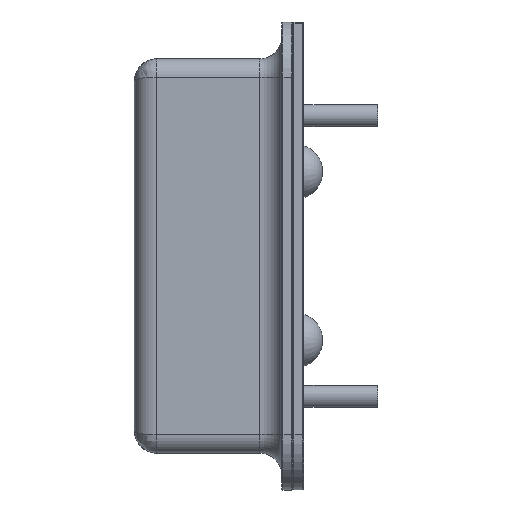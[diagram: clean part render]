
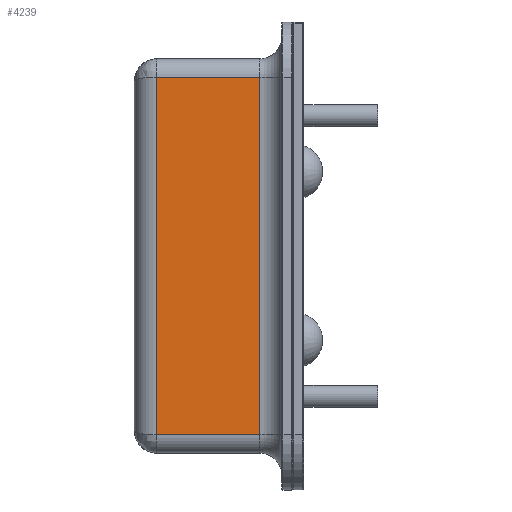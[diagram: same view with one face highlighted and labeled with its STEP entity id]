
A CAD part, left-side view. The second image highlights one B-rep face of the part: STEP entity #4239.
In plain terms, the highlighted planar face has unit normal (-1, 0, 0).
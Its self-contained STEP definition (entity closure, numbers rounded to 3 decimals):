
#198 = CARTESIAN_POINT ( 'NONE',  ( -5.35, 4.6, -4.85 ) ) ;
#325 = VERTEX_POINT ( 'NONE', #7722 ) ;
#389 = VECTOR ( 'NONE', #2209, 1000. ) ;
#649 = VECTOR ( 'NONE', #2019, 1000. ) ;
#824 = EDGE_CURVE ( 'NONE', #5280, #7944, #997, .T. ) ;
#850 = VERTEX_POINT ( 'NONE', #2229 ) ;
#997 = LINE ( 'NONE', #2842, #7037 ) ;
#1383 = FACE_OUTER_BOUND ( 'NONE', #2557, .T. ) ;
#1451 = ORIENTED_EDGE ( 'NONE', *, *, #824, .T. ) ;
#1511 = LINE ( 'NONE', #198, #389 ) ;
#1968 = ORIENTED_EDGE ( 'NONE', *, *, #3880, .T. ) ;
#2000 = DIRECTION ( 'NONE',  ( 0., 0., -1. ) ) ;
#2019 = DIRECTION ( 'NONE',  ( 0., -1., 0. ) ) ;
#2209 = DIRECTION ( 'NONE',  ( 0., -1., 0. ) ) ;
#2229 = CARTESIAN_POINT ( 'NONE',  ( -5.35, 1.2, 4.85 ) ) ;
#2557 = EDGE_LOOP ( 'NONE', ( #7564, #1968, #2927, #1451 ) ) ;
#2692 = AXIS2_PLACEMENT_3D ( 'NONE', #6470, #3809, #2000 ) ;
#2842 = CARTESIAN_POINT ( 'NONE',  ( -5.35, 4., -4.85 ) ) ;
#2927 = ORIENTED_EDGE ( 'NONE', *, *, #6167, .F. ) ;
#3259 = CARTESIAN_POINT ( 'NONE',  ( -5.35, 4., 4.85 ) ) ;
#3809 = DIRECTION ( 'NONE',  ( 1., 0., 0. ) ) ;
#3862 = LINE ( 'NONE', #4490, #649 ) ;
#3880 = EDGE_CURVE ( 'NONE', #325, #850, #7912, .T. ) ;
#3926 = PLANE ( 'NONE',  #2692 ) ;
#4239 = ADVANCED_FACE ( 'NONE', ( #1383 ), #3926, .F. ) ;
#4490 = CARTESIAN_POINT ( 'NONE',  ( -5.35, 4.6, 4.85 ) ) ;
#5280 = VERTEX_POINT ( 'NONE', #3259 ) ;
#5435 = DIRECTION ( 'NONE',  ( 0., 0., -1. ) ) ;
#6167 = EDGE_CURVE ( 'NONE', #5280, #850, #3862, .T. ) ;
#6272 = EDGE_CURVE ( 'NONE', #7944, #325, #1511, .T. ) ;
#6470 = CARTESIAN_POINT ( 'NONE',  ( -5.35, 4.6, -4.85 ) ) ;
#6608 = DIRECTION ( 'NONE',  ( 0., 0., 1. ) ) ;
#7037 = VECTOR ( 'NONE', #5435, 1000. ) ;
#7172 = CARTESIAN_POINT ( 'NONE',  ( -5.35, 1.2, 4.85 ) ) ;
#7564 = ORIENTED_EDGE ( 'NONE', *, *, #6272, .T. ) ;
#7717 = VECTOR ( 'NONE', #6608, 1000. ) ;
#7722 = CARTESIAN_POINT ( 'NONE',  ( -5.35, 1.2, -4.85 ) ) ;
#7912 = LINE ( 'NONE', #7172, #7717 ) ;
#7944 = VERTEX_POINT ( 'NONE', #8050 ) ;
#8050 = CARTESIAN_POINT ( 'NONE',  ( -5.35, 4., -4.85 ) ) ;
